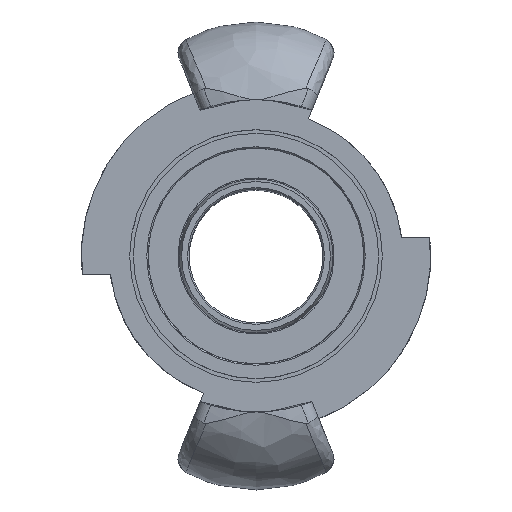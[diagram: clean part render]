
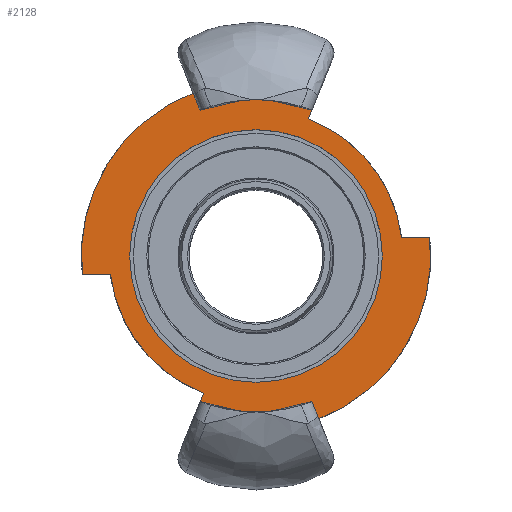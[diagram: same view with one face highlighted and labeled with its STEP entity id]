
A CAD part, top view. The second image highlights one B-rep face of the part: STEP entity #2128.
In plain terms, the highlighted planar face has unit normal (0, 0, 1).
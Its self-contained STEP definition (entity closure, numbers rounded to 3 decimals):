
#51=FACE_BOUND('',#312,.T.);
#179=FACE_OUTER_BOUND('',#311,.T.);
#311=EDGE_LOOP('',(#1518,#1519,#1520,#1521,#1522,#1523,#1524,#1525,#1526,
#1527,#1528,#1529));
#312=EDGE_LOOP('',(#1530));
#441=CIRCLE('',#2259,25.5);
#447=CIRCLE('',#2268,25.5);
#451=CIRCLE('',#2280,19.75);
#454=CIRCLE('',#2283,19.75);
#465=CIRCLE('',#2309,23.5);
#466=CIRCLE('',#2310,23.5);
#467=CIRCLE('',#2311,17.);
#575=LINE('',#3152,#671);
#582=LINE('',#3180,#678);
#589=LINE('',#3199,#685);
#594=LINE('',#3223,#690);
#603=LINE('',#3346,#699);
#612=LINE('',#4215,#708);
#671=VECTOR('',#2518,10.);
#678=VECTOR('',#2529,10.);
#685=VECTOR('',#2542,10.);
#690=VECTOR('',#2551,10.);
#699=VECTOR('',#2598,10.);
#708=VECTOR('',#2675,10.);
#818=VERTEX_POINT('',#3149);
#819=VERTEX_POINT('',#3151);
#827=VERTEX_POINT('',#3177);
#828=VERTEX_POINT('',#3179);
#836=VERTEX_POINT('',#3196);
#837=VERTEX_POINT('',#3198);
#843=VERTEX_POINT('',#3220);
#844=VERTEX_POINT('',#3222);
#854=VERTEX_POINT('',#3339);
#857=VERTEX_POINT('',#3344);
#869=VERTEX_POINT('',#3455);
#895=VERTEX_POINT('',#4213);
#896=VERTEX_POINT('',#4217);
#1013=EDGE_CURVE('',#819,#818,#575,.T.);
#1022=EDGE_CURVE('',#827,#828,#582,.T.);
#1031=EDGE_CURVE('',#836,#837,#589,.T.);
#1038=EDGE_CURVE('',#843,#844,#594,.T.);
#1042=EDGE_CURVE('',#828,#836,#441,.T.);
#1051=EDGE_CURVE('',#819,#843,#447,.T.);
#1062=EDGE_CURVE('',#857,#854,#603,.T.);
#1075=EDGE_CURVE('',#869,#844,#451,.T.);
#1083=EDGE_CURVE('',#857,#837,#454,.T.);
#1126=EDGE_CURVE('',#827,#895,#465,.T.);
#1127=EDGE_CURVE('',#895,#869,#612,.T.);
#1128=EDGE_CURVE('',#818,#854,#466,.T.);
#1129=EDGE_CURVE('',#896,#896,#467,.T.);
#1518=ORIENTED_EDGE('',*,*,#1126,.T.);
#1519=ORIENTED_EDGE('',*,*,#1127,.T.);
#1520=ORIENTED_EDGE('',*,*,#1075,.T.);
#1521=ORIENTED_EDGE('',*,*,#1038,.F.);
#1522=ORIENTED_EDGE('',*,*,#1051,.F.);
#1523=ORIENTED_EDGE('',*,*,#1013,.T.);
#1524=ORIENTED_EDGE('',*,*,#1128,.T.);
#1525=ORIENTED_EDGE('',*,*,#1062,.F.);
#1526=ORIENTED_EDGE('',*,*,#1083,.T.);
#1527=ORIENTED_EDGE('',*,*,#1031,.F.);
#1528=ORIENTED_EDGE('',*,*,#1042,.F.);
#1529=ORIENTED_EDGE('',*,*,#1022,.F.);
#1530=ORIENTED_EDGE('',*,*,#1129,.T.);
#1922=PLANE('',#2308);
#2128=ADVANCED_FACE('',(#179,#51),#1922,.F.);
#2259=AXIS2_PLACEMENT_3D('',#3239,#2557,#2558);
#2268=AXIS2_PLACEMENT_3D('',#3273,#2577,#2578);
#2280=AXIS2_PLACEMENT_3D('',#3456,#2612,#2613);
#2283=AXIS2_PLACEMENT_3D('',#3512,#2619,#2620);
#2308=AXIS2_PLACEMENT_3D('',#4212,#2671,#2672);
#2309=AXIS2_PLACEMENT_3D('',#4214,#2673,#2674);
#2310=AXIS2_PLACEMENT_3D('',#4216,#2676,#2677);
#2311=AXIS2_PLACEMENT_3D('',#4218,#2678,#2679);
#2518=DIRECTION('',(-0.375,0.927,0.));
#2529=DIRECTION('',(-0.375,0.927,0.));
#2542=DIRECTION('',(-0.375,-0.927,0.));
#2551=DIRECTION('',(0.375,0.927,0.));
#2557=DIRECTION('center_axis',(0.,0.,
-1.));
#2558=DIRECTION('ref_axis',(0.,1.,0.));
#2577=DIRECTION('center_axis',(0.,0.,
-1.));
#2578=DIRECTION('ref_axis',(0.,1.,0.));
#2598=DIRECTION('',(1.,0.,0.));
#2612=DIRECTION('center_axis',(0.,0.,
1.));
#2613=DIRECTION('ref_axis',(0.813,-0.582,0.));
#2619=DIRECTION('center_axis',(0.,0.,
1.));
#2620=DIRECTION('ref_axis',(-0.813,-0.582,0.));
#2671=DIRECTION('center_axis',(0.,0.,
-1.));
#2672=DIRECTION('ref_axis',(0.,1.,0.));
#2673=DIRECTION('center_axis',(0.,0.,
1.));
#2674=DIRECTION('ref_axis',(0.994,-0.106,0.));
#2675=DIRECTION('',(1.,0.,0.));
#2676=DIRECTION('center_axis',(0.,0.,
1.));
#2677=DIRECTION('ref_axis',(-0.753,0.657,0.));
#2678=DIRECTION('center_axis',(0.,0.,
-1.));
#2679=DIRECTION('ref_axis',(0.,-1.,0.));
#3149=CARTESIAN_POINT('',(8.458,-21.925,90.5));
#3151=CARTESIAN_POINT('',(9.209,-23.779,90.5));
#3152=CARTESIAN_POINT('',(5.319,-14.175,90.5));
#3177=CARTESIAN_POINT('',(-8.458,21.925,90.5));
#3179=CARTESIAN_POINT('',(-9.209,23.779,90.5));
#3180=CARTESIAN_POINT('',(-5.319,14.175,90.5));
#3196=CARTESIAN_POINT('',(9.209,23.779,90.5));
#3198=CARTESIAN_POINT('',(7.05,18.449,90.5));
#3199=CARTESIAN_POINT('',(5.319,14.175,90.5));
#3220=CARTESIAN_POINT('',(-9.209,-23.779,90.5));
#3222=CARTESIAN_POINT('',(-7.05,-18.449,90.5));
#3223=CARTESIAN_POINT('',(-5.319,-14.175,90.5));
#3239=CARTESIAN_POINT('Origin',(0.,0.,
90.5));
#3273=CARTESIAN_POINT('Origin',(0.,0.,
90.5));
#3339=CARTESIAN_POINT('',(23.367,2.5,90.5));
#3344=CARTESIAN_POINT('',(19.591,2.5,90.5));
#3346=CARTESIAN_POINT('',(0.,2.5,90.5));
#3455=CARTESIAN_POINT('',(-19.591,-2.5,90.5));
#3456=CARTESIAN_POINT('Origin',(0.,0.,
90.5));
#3512=CARTESIAN_POINT('Origin',(0.,0.,
90.5));
#4212=CARTESIAN_POINT('Origin',(0.,0.,
90.5));
#4213=CARTESIAN_POINT('',(-23.367,-2.5,90.5));
#4214=CARTESIAN_POINT('Origin',(0.,0.,
90.5));
#4215=CARTESIAN_POINT('',(0.,-2.5,90.5));
#4216=CARTESIAN_POINT('Origin',(0.,0.,
90.5));
#4217=CARTESIAN_POINT('',(0.,17.,90.5));
#4218=CARTESIAN_POINT('Origin',(0.,0.,
90.5));
